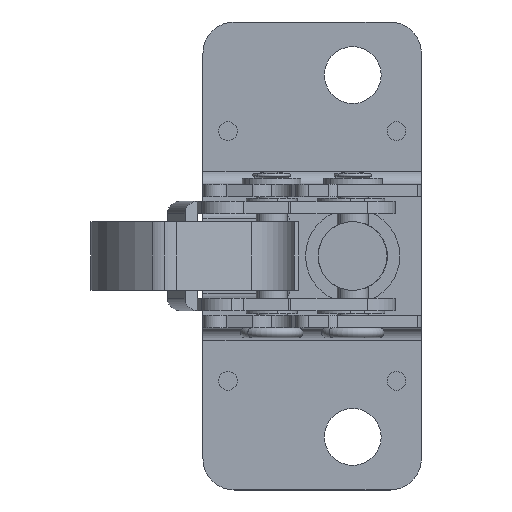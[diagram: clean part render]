
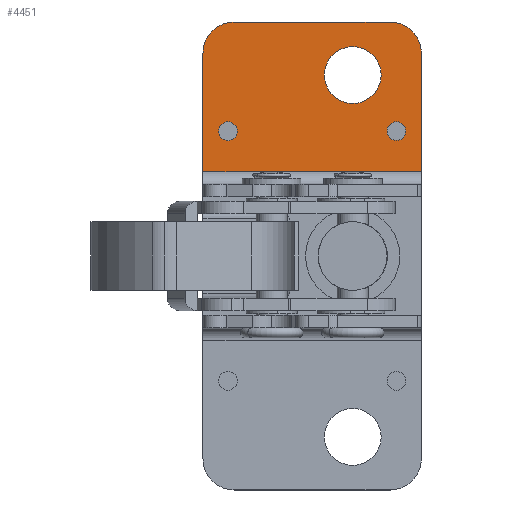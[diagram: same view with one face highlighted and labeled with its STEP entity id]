
A CAD part, left-side view. The second image highlights one B-rep face of the part: STEP entity #4451.
In plain terms, the highlighted planar face has unit normal (-1, 0, 0).
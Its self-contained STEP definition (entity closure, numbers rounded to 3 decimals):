
#3 = DIRECTION ( 'NONE',  ( -1., 0., 0. ) ) ;
#62 = AXIS2_PLACEMENT_3D ( 'NONE', #1507, #7435, #6775 ) ;
#86 = CARTESIAN_POINT ( 'NONE',  ( 20., -7., -10.5 ) ) ;
#199 = EDGE_CURVE ( 'NONE', #1472, #6554, #923, .T. ) ;
#260 = ORIENTED_EDGE ( 'NONE', *, *, #3271, .T. ) ;
#414 = FACE_BOUND ( 'NONE', #6983, .T. ) ;
#507 = ORIENTED_EDGE ( 'NONE', *, *, #4829, .T. ) ;
#622 = EDGE_CURVE ( 'NONE', #6554, #8129, #5437, .T. ) ;
#657 = AXIS2_PLACEMENT_3D ( 'NONE', #86, #1528, #7458 ) ;
#837 = CARTESIAN_POINT ( 'NONE',  ( 20., 20., -10.5 ) ) ;
#882 = DIRECTION ( 'NONE',  ( 0., -1., 0. ) ) ;
#923 = CIRCLE ( 'NONE', #4247, 5. ) ;
#1026 = CARTESIAN_POINT ( 'NONE',  ( 20., -6., -28. ) ) ;
#1039 = VECTOR ( 'NONE', #2072, 1000. ) ;
#1157 = CARTESIAN_POINT ( 'NONE',  ( 20., 24., -23. ) ) ;
#1170 = CIRCLE ( 'NONE', #1438, 5. ) ;
#1196 = CARTESIAN_POINT ( 'NONE',  ( 20., -8.5, -10.5 ) ) ;
#1323 = CARTESIAN_POINT ( 'NONE',  ( 20., 21.5, -10.5 ) ) ;
#1363 = DIRECTION ( 'NONE',  ( 0., 1., 0. ) ) ;
#1438 = AXIS2_PLACEMENT_3D ( 'NONE', #7045, #2446, #7777 ) ;
#1466 = AXIS2_PLACEMENT_3D ( 'NONE', #3049, #3703, #882 ) ;
#1472 = VERTEX_POINT ( 'NONE', #1026 ) ;
#1507 = CARTESIAN_POINT ( 'NONE',  ( 20., 20., -10.5 ) ) ;
#1522 = CARTESIAN_POINT ( 'NONE',  ( 20., 24., -28. ) ) ;
#1528 = DIRECTION ( 'NONE',  ( 1., 0., 0. ) ) ;
#1761 = DIRECTION ( 'NONE',  ( 0., 1., 0. ) ) ;
#1854 = ORIENTED_EDGE ( 'NONE', *, *, #5942, .T. ) ;
#1880 = ORIENTED_EDGE ( 'NONE', *, *, #4683, .F. ) ;
#1934 = EDGE_CURVE ( 'NONE', #6346, #5049, #2997, .T. ) ;
#1962 = DIRECTION ( 'NONE',  ( 0., -1., 0. ) ) ;
#1965 = ORIENTED_EDGE ( 'NONE', *, *, #7324, .T. ) ;
#2072 = DIRECTION ( 'NONE',  ( 0., 0., 1. ) ) ;
#2092 = AXIS2_PLACEMENT_3D ( 'NONE', #5132, #7038, #6431 ) ;
#2137 = CARTESIAN_POINT ( 'NONE',  ( 20., -11., -28. ) ) ;
#2162 = DIRECTION ( 'NONE',  ( 0., -1., 0. ) ) ;
#2446 = DIRECTION ( 'NONE',  ( -1., 0., 0. ) ) ;
#2509 = CIRCLE ( 'NONE', #2092, 4.55 ) ;
#2586 = LINE ( 'NONE', #2743, #5692 ) ;
#2743 = CARTESIAN_POINT ( 'NONE',  ( 20., 24., -4. ) ) ;
#2748 = LINE ( 'NONE', #5410, #1039 ) ;
#2760 = VERTEX_POINT ( 'NONE', #1157 ) ;
#2810 = ORIENTED_EDGE ( 'NONE', *, *, #199, .T. ) ;
#2820 = DIRECTION ( 'NONE',  ( 1., 0., 0. ) ) ;
#2894 = VECTOR ( 'NONE', #3737, 1000. ) ;
#2912 = DIRECTION ( 'NONE',  ( 0., 1., 0. ) ) ;
#2957 = VECTOR ( 'NONE', #2162, 1000. ) ;
#2997 = CIRCLE ( 'NONE', #5923, 1.5 ) ;
#3049 = CARTESIAN_POINT ( 'NONE',  ( 20., 24., -28. ) ) ;
#3066 = EDGE_LOOP ( 'NONE', ( #7103, #1965 ) ) ;
#3210 = DIRECTION ( 'NONE',  ( 1., 0., 0. ) ) ;
#3219 = EDGE_CURVE ( 'NONE', #6214, #6785, #4632, .T. ) ;
#3271 = EDGE_CURVE ( 'NONE', #2760, #8360, #1170, .T. ) ;
#3317 = EDGE_CURVE ( 'NONE', #8360, #1472, #4728, .T. ) ;
#3480 = CARTESIAN_POINT ( 'NONE',  ( 20., 17.55, -19.5 ) ) ;
#3536 = ORIENTED_EDGE ( 'NONE', *, *, #622, .T. ) ;
#3703 = DIRECTION ( 'NONE',  ( -1., 0., 0. ) ) ;
#3737 = DIRECTION ( 'NONE',  ( 0., 0., 1. ) ) ;
#3865 = CARTESIAN_POINT ( 'NONE',  ( 20., -7., -10.5 ) ) ;
#4186 = EDGE_LOOP ( 'NONE', ( #7649, #6726 ) ) ;
#4217 = CARTESIAN_POINT ( 'NONE',  ( 20., 19., -28. ) ) ;
#4247 = AXIS2_PLACEMENT_3D ( 'NONE', #7328, #3, #1962 ) ;
#4361 = FACE_OUTER_BOUND ( 'NONE', #5128, .T. ) ;
#4363 = CARTESIAN_POINT ( 'NONE',  ( 20., 18.5, -10.5 ) ) ;
#4386 = CARTESIAN_POINT ( 'NONE',  ( 20., -5.5, -10.5 ) ) ;
#4438 = CARTESIAN_POINT ( 'NONE',  ( 20., 24., -4. ) ) ;
#4451 = ADVANCED_FACE ( 'NONE', ( #4841, #414, #5015, #4361 ), #6866, .T. ) ;
#4505 = CIRCLE ( 'NONE', #62, 1.5 ) ;
#4632 = CIRCLE ( 'NONE', #5181, 4.55 ) ;
#4665 = CARTESIAN_POINT ( 'NONE',  ( 20., -11., -4. ) ) ;
#4683 = EDGE_CURVE ( 'NONE', #2760, #5321, #2748, .T. ) ;
#4691 = ORIENTED_EDGE ( 'NONE', *, *, #1934, .T. ) ;
#4728 = LINE ( 'NONE', #1522, #2957 ) ;
#4732 = AXIS2_PLACEMENT_3D ( 'NONE', #3865, #3210, #1363 ) ;
#4829 = EDGE_CURVE ( 'NONE', #5049, #6346, #4505, .T. ) ;
#4841 = FACE_BOUND ( 'NONE', #3066, .T. ) ;
#4930 = VERTEX_POINT ( 'NONE', #1196 ) ;
#5015 = FACE_BOUND ( 'NONE', #4186, .T. ) ;
#5049 = VERTEX_POINT ( 'NONE', #1323 ) ;
#5128 = EDGE_LOOP ( 'NONE', ( #3536, #1854, #1880, #260, #8474, #2810 ) ) ;
#5132 = CARTESIAN_POINT ( 'NONE',  ( 20., 13., -19.5 ) ) ;
#5181 = AXIS2_PLACEMENT_3D ( 'NONE', #7690, #7128, #1761 ) ;
#5242 = DIRECTION ( 'NONE',  ( 0., 1., 0. ) ) ;
#5321 = VERTEX_POINT ( 'NONE', #4438 ) ;
#5410 = CARTESIAN_POINT ( 'NONE',  ( 20., 24., -28. ) ) ;
#5437 = LINE ( 'NONE', #2137, #2894 ) ;
#5479 = CARTESIAN_POINT ( 'NONE',  ( 20., -11., -23. ) ) ;
#5692 = VECTOR ( 'NONE', #5242, 1000. ) ;
#5923 = AXIS2_PLACEMENT_3D ( 'NONE', #837, #2820, #2912 ) ;
#5942 = EDGE_CURVE ( 'NONE', #8129, #5321, #2586, .T. ) ;
#6214 = VERTEX_POINT ( 'NONE', #3480 ) ;
#6346 = VERTEX_POINT ( 'NONE', #4363 ) ;
#6431 = DIRECTION ( 'NONE',  ( 0., 1., 0. ) ) ;
#6554 = VERTEX_POINT ( 'NONE', #5479 ) ;
#6726 = ORIENTED_EDGE ( 'NONE', *, *, #7036, .T. ) ;
#6775 = DIRECTION ( 'NONE',  ( 0., 1., 0. ) ) ;
#6785 = VERTEX_POINT ( 'NONE', #7114 ) ;
#6866 = PLANE ( 'NONE',  #1466 ) ;
#6983 = EDGE_LOOP ( 'NONE', ( #507, #4691 ) ) ;
#7036 = EDGE_CURVE ( 'NONE', #6785, #6214, #2509, .T. ) ;
#7038 = DIRECTION ( 'NONE',  ( 1., 0., 0. ) ) ;
#7045 = CARTESIAN_POINT ( 'NONE',  ( 20., 19., -23. ) ) ;
#7103 = ORIENTED_EDGE ( 'NONE', *, *, #7302, .T. ) ;
#7114 = CARTESIAN_POINT ( 'NONE',  ( 20., 8.45, -19.5 ) ) ;
#7128 = DIRECTION ( 'NONE',  ( 1., 0., 0. ) ) ;
#7302 = EDGE_CURVE ( 'NONE', #7552, #4930, #8051, .T. ) ;
#7324 = EDGE_CURVE ( 'NONE', #4930, #7552, #8546, .T. ) ;
#7328 = CARTESIAN_POINT ( 'NONE',  ( 20., -6., -23. ) ) ;
#7435 = DIRECTION ( 'NONE',  ( 1., 0., 0. ) ) ;
#7458 = DIRECTION ( 'NONE',  ( 0., 1., 0. ) ) ;
#7552 = VERTEX_POINT ( 'NONE', #4386 ) ;
#7649 = ORIENTED_EDGE ( 'NONE', *, *, #3219, .T. ) ;
#7690 = CARTESIAN_POINT ( 'NONE',  ( 20., 13., -19.5 ) ) ;
#7777 = DIRECTION ( 'NONE',  ( 0., -1., 0. ) ) ;
#8051 = CIRCLE ( 'NONE', #4732, 1.5 ) ;
#8129 = VERTEX_POINT ( 'NONE', #4665 ) ;
#8360 = VERTEX_POINT ( 'NONE', #4217 ) ;
#8474 = ORIENTED_EDGE ( 'NONE', *, *, #3317, .T. ) ;
#8546 = CIRCLE ( 'NONE', #657, 1.5 ) ;
